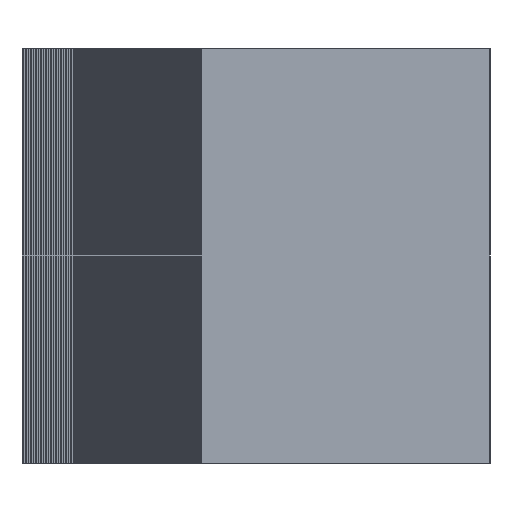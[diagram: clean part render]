
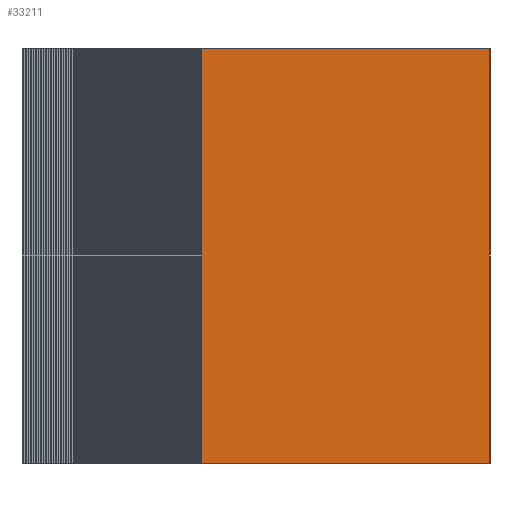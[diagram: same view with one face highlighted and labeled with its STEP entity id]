
A CAD part, left-side view. The second image highlights one B-rep face of the part: STEP entity #33211.
In plain terms, the highlighted planar face has unit normal (1, 0, 0).
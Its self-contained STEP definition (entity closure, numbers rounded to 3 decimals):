
#136 = LINE ( 'NONE', #15066, #28989 ) ;
#140 = CARTESIAN_POINT ( 'NONE',  ( -82.4, 6.958, 0. ) ) ;
#232 = VECTOR ( 'NONE', #33431, 1000. ) ;
#1401 = EDGE_LOOP ( 'NONE', ( #25225, #32012, #15423, #20979 ) ) ;
#1710 = VERTEX_POINT ( 'NONE', #140 ) ;
#1771 = DIRECTION ( 'NONE',  ( 0., 0., -1. ) ) ;
#2113 = FACE_OUTER_BOUND ( 'NONE', #1401, .T. ) ;
#3071 = VERTEX_POINT ( 'NONE', #23193 ) ;
#3506 = VECTOR ( 'NONE', #30000, 1000. ) ;
#5262 = VERTEX_POINT ( 'NONE', #26656 ) ;
#5648 = EDGE_CURVE ( 'NONE', #30812, #3071, #136, .T. ) ;
#5922 = EDGE_CURVE ( 'NONE', #1710, #5262, #18822, .T. ) ;
#6480 = LINE ( 'NONE', #7132, #34496 ) ;
#7132 = CARTESIAN_POINT ( 'NONE',  ( -82.4, 0., 10. ) ) ;
#9724 = CARTESIAN_POINT ( 'NONE',  ( -82.4, 0., 0. ) ) ;
#9830 = DIRECTION ( 'NONE',  ( 0., 1., 0. ) ) ;
#11728 = CARTESIAN_POINT ( 'NONE',  ( -82.4, 0., 0. ) ) ;
#12567 = PLANE ( 'NONE',  #31393 ) ;
#15066 = CARTESIAN_POINT ( 'NONE',  ( -82.4, 0., 0. ) ) ;
#15423 = ORIENTED_EDGE ( 'NONE', *, *, #20438, .T. ) ;
#16383 = CARTESIAN_POINT ( 'NONE',  ( -82.4, 6.958, 0. ) ) ;
#18072 = DIRECTION ( 'NONE',  ( 1., 0., 0. ) ) ;
#18822 = LINE ( 'NONE', #16383, #3506 ) ;
#20438 = EDGE_CURVE ( 'NONE', #30812, #1710, #34623, .T. ) ;
#20979 = ORIENTED_EDGE ( 'NONE', *, *, #5922, .T. ) ;
#23193 = CARTESIAN_POINT ( 'NONE',  ( -82.4, 0., 10. ) ) ;
#25225 = ORIENTED_EDGE ( 'NONE', *, *, #31568, .F. ) ;
#25646 = CARTESIAN_POINT ( 'NONE',  ( -82.4, 0., 0. ) ) ;
#26656 = CARTESIAN_POINT ( 'NONE',  ( -82.4, 6.958, 10. ) ) ;
#28989 = VECTOR ( 'NONE', #34058, 1000. ) ;
#30000 = DIRECTION ( 'NONE',  ( 0., 0., 1. ) ) ;
#30812 = VERTEX_POINT ( 'NONE', #25646 ) ;
#31393 = AXIS2_PLACEMENT_3D ( 'NONE', #9724, #18072, #1771 ) ;
#31568 = EDGE_CURVE ( 'NONE', #3071, #5262, #6480, .T. ) ;
#32012 = ORIENTED_EDGE ( 'NONE', *, *, #5648, .F. ) ;
#33211 = ADVANCED_FACE ( 'NONE', ( #2113 ), #12567, .T. ) ;
#33431 = DIRECTION ( 'NONE',  ( 0., 1., 0. ) ) ;
#34058 = DIRECTION ( 'NONE',  ( 0., 0., 1. ) ) ;
#34496 = VECTOR ( 'NONE', #9830, 1000. ) ;
#34623 = LINE ( 'NONE', #11728, #232 ) ;
